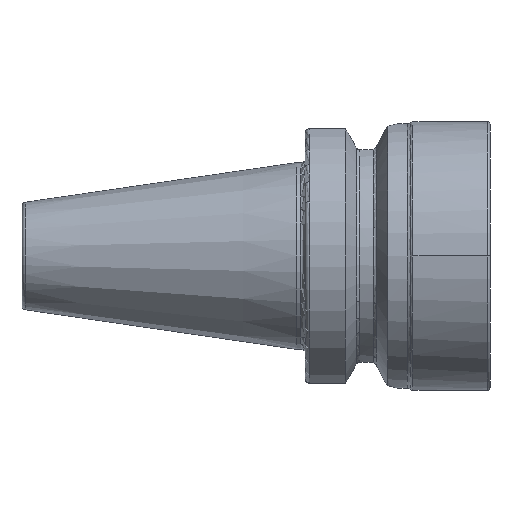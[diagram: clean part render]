
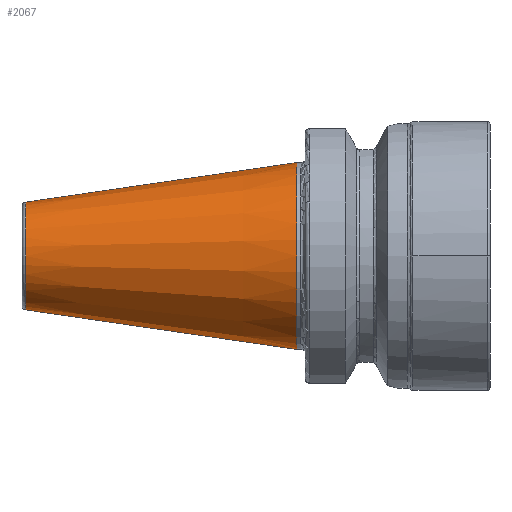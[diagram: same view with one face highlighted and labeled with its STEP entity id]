
A CAD part, front view. The second image highlights one B-rep face of the part: STEP entity #2067.
In plain terms, the highlighted conical face has half-angle 8.297 degrees and reference radius 22.225 mm.
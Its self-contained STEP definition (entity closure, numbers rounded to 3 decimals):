
#198 = ORIENTED_EDGE ( 'NONE', *, *, #4151, .F. ) ;
#362 = CONICAL_SURFACE ( 'NONE', #1735, 22.225, 0.145 ) ;
#416 = AXIS2_PLACEMENT_3D ( 'NONE', #1108, #1103, #1097 ) ;
#514 = FACE_OUTER_BOUND ( 'NONE', #915, .T. ) ;
#702 = ORIENTED_EDGE ( 'NONE', *, *, #4571, .F. ) ;
#915 = EDGE_LOOP ( 'NONE', ( #702, #198, #4477, #2701 ) ) ;
#929 = CARTESIAN_POINT ( 'NONE',  ( 0., 0., -22.225 ) ) ;
#957 = DIRECTION ( 'NONE',  ( 0.99, 0., -0.144 ) ) ;
#980 = CARTESIAN_POINT ( 'NONE',  ( 0., 0., -22.225 ) ) ;
#1097 = DIRECTION ( 'NONE',  ( 0., 0., 1. ) ) ;
#1103 = DIRECTION ( 'NONE',  ( -1., 0., 0. ) ) ;
#1108 = CARTESIAN_POINT ( 'NONE',  ( 0., 0., 0. ) ) ;
#1511 = VERTEX_POINT ( 'NONE', #3155 ) ;
#1518 = CARTESIAN_POINT ( 'NONE',  ( 0., 0., 0. ) ) ;
#1612 = DIRECTION ( 'NONE',  ( 0., 0., -1. ) ) ;
#1735 = AXIS2_PLACEMENT_3D ( 'NONE', #1518, #2529, #1612 ) ;
#1783 = VERTEX_POINT ( 'NONE', #929 ) ;
#1863 = LINE ( 'NONE', #980, #2221 ) ;
#2067 = ADVANCED_FACE ( 'NONE', ( #514 ), #362, .T. ) ;
#2221 = VECTOR ( 'NONE', #957, 1000. ) ;
#2345 = CARTESIAN_POINT ( 'NONE',  ( 0., 0., 22.225 ) ) ;
#2529 = DIRECTION ( 'NONE',  ( 1., 0., 0. ) ) ;
#2669 = CARTESIAN_POINT ( 'NONE',  ( 0., 0., 22.225 ) ) ;
#2701 = ORIENTED_EDGE ( 'NONE', *, *, #5710, .T. ) ;
#3155 = CARTESIAN_POINT ( 'NONE',  ( -64.544, 0., -12.812 ) ) ;
#4082 = AXIS2_PLACEMENT_3D ( 'NONE', #4232, #4227, #4216 ) ;
#4151 = EDGE_CURVE ( 'NONE', #1511, #4810, #4898, .T. ) ;
#4216 = DIRECTION ( 'NONE',  ( 0., 0., 1. ) ) ;
#4227 = DIRECTION ( 'NONE',  ( -1., 0., 0. ) ) ;
#4232 = CARTESIAN_POINT ( 'NONE',  ( -64.544, 0., 0. ) ) ;
#4384 = EDGE_CURVE ( 'NONE', #1511, #1783, #1863, .T. ) ;
#4477 = ORIENTED_EDGE ( 'NONE', *, *, #4384, .T. ) ;
#4571 = EDGE_CURVE ( 'NONE', #4810, #5399, #4674, .T. ) ;
#4674 = LINE ( 'NONE', #2345, #5347 ) ;
#4810 = VERTEX_POINT ( 'NONE', #6092 ) ;
#4898 = CIRCLE ( 'NONE', #4082, 12.812 ) ;
#5347 = VECTOR ( 'NONE', #5820, 1000. ) ;
#5399 = VERTEX_POINT ( 'NONE', #2669 ) ;
#5710 = EDGE_CURVE ( 'NONE', #1783, #5399, #5901, .T. ) ;
#5820 = DIRECTION ( 'NONE',  ( 0.99, 0., 0.144 ) ) ;
#5901 = CIRCLE ( 'NONE', #416, 22.225 ) ;
#6092 = CARTESIAN_POINT ( 'NONE',  ( -64.544, 0., 12.812 ) ) ;
